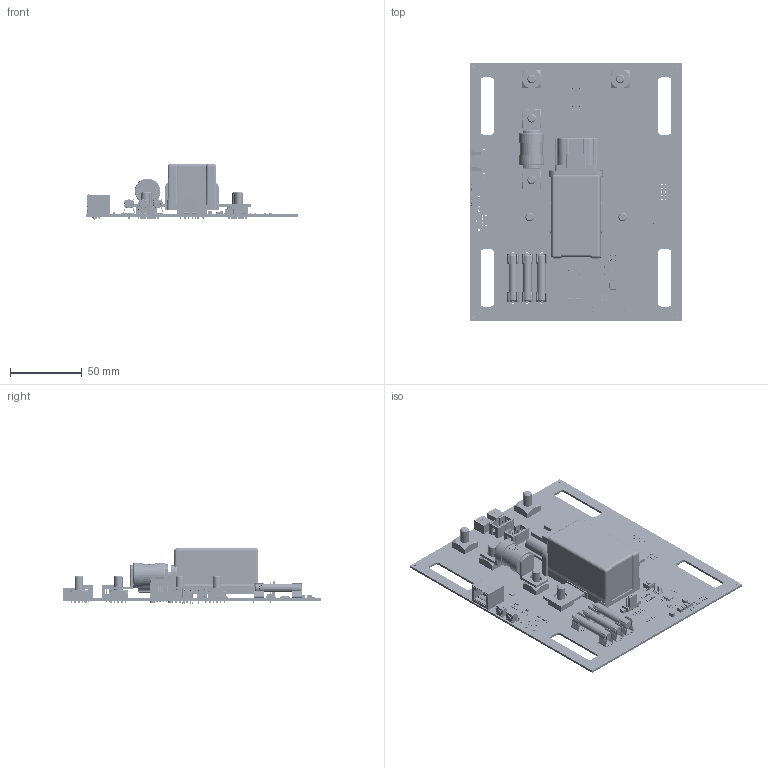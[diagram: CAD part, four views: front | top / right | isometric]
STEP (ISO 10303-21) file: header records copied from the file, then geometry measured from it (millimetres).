
FILE_DESCRIPTION(('KiCad electronic assembly'),'2;1');
FILE_NAME('protection.step','2025-01-15T14:33:09',('Pcbnew'),('Kicad'), 'Open CASCADE STEP processor 7.8','KiCad to STEP converter','Unknown' );
FILE_SCHEMA(('AUTOMOTIVE_DESIGN { 1 0 10303 214 1 1 1 1 }'));
Length unit declared in the file: millimetre
Products named in the file (44): protection 1; C_0603_1608Metric; IDC-Header_2x03_P2.54mm_Vertical; IDC_Header_2x03_P254mm_Vertical; R_0603_1608Metric; HSOP-8-1EP_3.9x4.9mm_P1.27mm_EP2.41x3.1mm; HSOP_8_1EP_39x49mm_P127mm_EP241x31mm; R_1206_3216Metric; 7461098; PhoenixContact_MC_1,5_2-G-3.5_1x02_P3.50mm_Horizontal; MC_01x02_G_3_5mm; C_1210_3225Metric; SOT-23; SOT_23; User Library-Clips LF-102071 with fuse 6_3x32; User Library-Clips LF-102071 with fuse 6.3x32; SW_Tactile_SPST_Angled_PTS645Vx31-2LFS; LED_0603_1608Metric; D_SOD-128; RJ45_Amphenol_RJHSE538X; PinHeader_2x05_P1.27mm_Vertical_SMD; PinHeader_2x05_P127mm_Vertical_SMD; D_MiniMELF; D_MiniMELF_Standard; Molex_KK-254_AE-6410-04A_1x04_P2.54mm_Vertical; Molex_AE_6410_04A; TSSOP-20_4.4x6.5mm_P0.65mm; TSSOP_20_44x65mm_P065mm; AT1 EV_105 v1; 7-1414778-3; C-7-1414778-3; SW_SPST_PTS645; protection_PCB
Assembly tree (114 placements, depth 3):
  protection 1
    C_0603_1608Metric  x14
      C_0603_1608Metric
    IDC-Header_2x03_P2.54mm_Vertical  x2
      IDC_Header_2x03_P254mm_Vertical
    R_0603_1608Metric  x29
      R_0603_1608Metric
    HSOP-8-1EP_3.9x4.9mm_P1.27mm_EP2.41x3.1mm
      HSOP_8_1EP_39x49mm_P127mm_EP241x31mm
    R_1206_3216Metric  x6
      R_1206_3216Metric
    7461098  x6
      7461098
    PhoenixContact_MC_1,5_2-G-3.5_1x02_P3.50mm_Horizontal  x2
      MC_01x02_G_3_5mm
    C_1210_3225Metric  x8
      C_1210_3225Metric
    SOT-23  x7
      SOT_23
    User Library-Clips LF-102071 with fuse 6_3x32  x3
      User Library-Clips LF-102071 with fuse 6.3x32
    SW_Tactile_SPST_Angled_PTS645Vx31-2LFS  x2
      SW_Tactile_SPST_Angled_PTS645Vx31-2LFS
    LED_0603_1608Metric  x2
      LED_0603_1608Metric
    D_SOD-128
      D_SOD-128
    RJ45_Amphenol_RJHSE538X
      RJ45_Amphenol_RJHSE538X
    PinHeader_2x05_P1.27mm_Vertical_SMD
      PinHeader_2x05_P127mm_Vertical_SMD
    D_MiniMELF  x2
      D_MiniMELF_Standard
    Molex_KK-254_AE-6410-04A_1x04_P2.54mm_Vertical
      Molex_AE_6410_04A
    TSSOP-20_4.4x6.5mm_P0.65mm
      TSSOP_20_44x65mm_P065mm
    AT1 EV_105 v1
      AT1 EV_105 v1
    7-1414778-3
      C-7-1414778-3
    SW_SPST_PTS645
      SW_SPST_PTS645
    protection_PCB
Bounding box: 148 x 180 x 38.99 mm (x, y, z)
Volume: 135542.1 mm3; surface area: 91581.4 mm2
Topology: 101 solids, 101 shells, 9133 faces, 22401 edges, 13543 vertices
Faces by surface type: plane 4819, cylinder 2406, bspline 1791, torus 56, cone 31, sphere 22, revolution 8
Full cylindrical faces by diameter (mm): 0.2 x1, 0.3 x6, 0.5 x13, 0.6 x4, 0.8 x8, 0.89 x12, 0.99 x4, 1 x46, 1.1 x6, 1.19 x4, 1.2 x8, 1.3 x7, 1.35 x4, 1.4 x6, 1.45 x150, 1.57 x2, 1.98 x12, 3.14 x2, 3.25 x4, 3.5 x3, 6 x12, 16 x1, 17.8 x2
Entity records: 147020 total; most frequent: CARTESIAN_POINT 42821, ORIENTED_EDGE 19222, DIRECTION 17034, EDGE_CURVE 9611, LINE 6056, VECTOR 6056, VERTEX_POINT 5965, AXIS2_PLACEMENT_3D 5486
